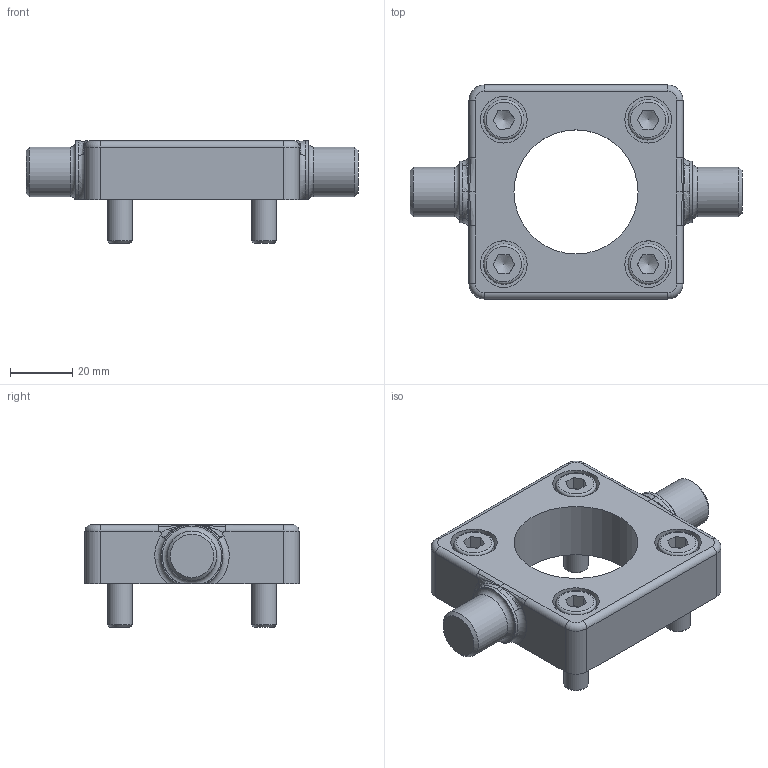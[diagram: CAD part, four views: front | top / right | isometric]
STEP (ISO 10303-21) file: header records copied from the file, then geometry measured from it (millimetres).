
FILE_DESCRIPTION(/* description */ (''),/* implementation_level */ '2;1');
FILE_NAME(/* name */ 'CAD_69084.stp',/* time_stamp */ '2016-06-07T16:02:13+02:00',/* author */ ('Hypex'),/* organization */ ('Hypex'),/* preprocessor_version */ 'ST-DEVELOPER v16.1',/* originating_system */ 'Autodesk Inventor 2016',/* authorisation */ '');
FILE_SCHEMA (('AUTOMOTIVE_DESIGN { 1 0 10303 214 3 1 1 }'));
Length unit declared in the file: millimetre
Products named in the file (1): CAD_69084
Bounding box: 107 x 69 x 33 mm (x, y, z)
Volume: 74503.3 mm3; surface area: 22836 mm2
Topology: 1 solids, 1 shells, 127 faces, 289 edges, 180 vertices
Faces by surface type: plane 52, cylinder 31, torus 18, bspline 16, cone 10
Full cylindrical faces by diameter (mm): 8 x4, 9 x4, 13 x4, 15 x4, 16 x2, 40 x1
Entity records: 4857 total; most frequent: CARTESIAN_POINT 2132, DIRECTION 510, ORIENTED_EDGE 488, EDGE_CURVE 244, AXIS2_PLACEMENT_3D 212, EDGE_LOOP 184, VERTEX_POINT 174, STYLED_ITEM 128
